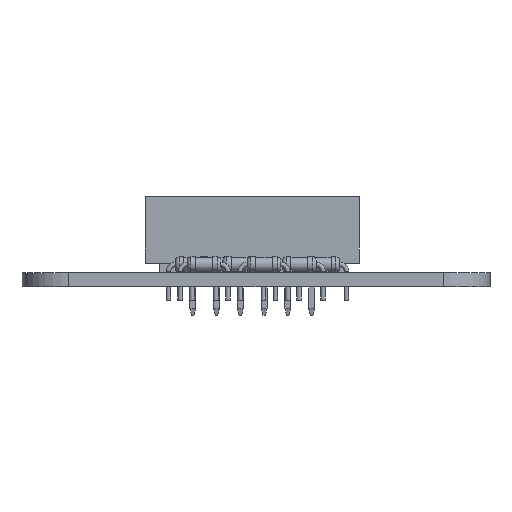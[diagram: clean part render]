
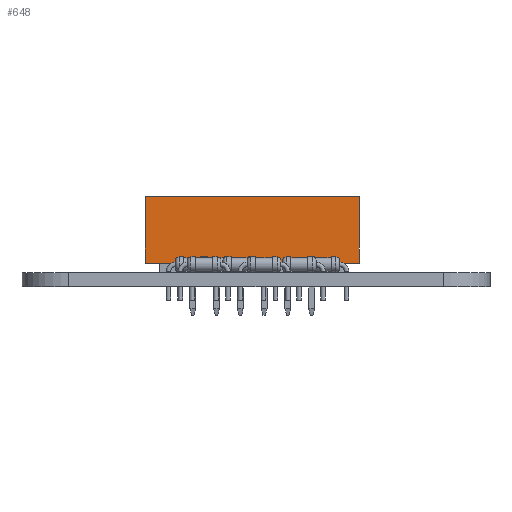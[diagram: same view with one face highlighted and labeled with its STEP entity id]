
A CAD part, front view. The second image highlights one B-rep face of the part: STEP entity #648.
In plain terms, the highlighted face is planar.
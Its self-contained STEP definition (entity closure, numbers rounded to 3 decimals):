
#648 = ADVANCED_FACE('',(#649),#683,.F.);
#649 = FACE_BOUND('',#650,.T.);
#650 = EDGE_LOOP('',(#651,#661,#669,#677));
#651 = ORIENTED_EDGE('',*,*,#652,.F.);
#652 = EDGE_CURVE('',#653,#655,#657,.T.);
#653 = VERTEX_POINT('',#654);
#654 = CARTESIAN_POINT('',(11.43,3.555,-4.445));
#655 = VERTEX_POINT('',#656);
#656 = CARTESIAN_POINT('',(-11.43,3.555,-4.445));
#657 = LINE('',#658,#659);
#658 = CARTESIAN_POINT('',(11.43,3.555,-4.445));
#659 = VECTOR('',#660,1.);
#660 = DIRECTION('',(-1.,0.,0.));
#661 = ORIENTED_EDGE('',*,*,#662,.F.);
#662 = EDGE_CURVE('',#663,#653,#665,.T.);
#663 = VERTEX_POINT('',#664);
#664 = CARTESIAN_POINT('',(11.43,-3.555,-4.445));
#665 = LINE('',#666,#667);
#666 = CARTESIAN_POINT('',(11.43,-3.555,-4.445));
#667 = VECTOR('',#668,1.);
#668 = DIRECTION('',(0.,1.,0.));
#669 = ORIENTED_EDGE('',*,*,#670,.F.);
#670 = EDGE_CURVE('',#671,#663,#673,.T.);
#671 = VERTEX_POINT('',#672);
#672 = CARTESIAN_POINT('',(-11.43,-3.555,-4.445));
#673 = LINE('',#674,#675);
#674 = CARTESIAN_POINT('',(-11.43,-3.555,-4.445));
#675 = VECTOR('',#676,1.);
#676 = DIRECTION('',(1.,0.,0.));
#677 = ORIENTED_EDGE('',*,*,#678,.F.);
#678 = EDGE_CURVE('',#655,#671,#679,.T.);
#679 = LINE('',#680,#681);
#680 = CARTESIAN_POINT('',(-11.43,3.555,-4.445));
#681 = VECTOR('',#682,1.);
#682 = DIRECTION('',(0.,-1.,0.));
#683 = PLANE('',#684);
#684 = AXIS2_PLACEMENT_3D('',#685,#686,#687);
#685 = CARTESIAN_POINT('',(0.,0.,-4.445));
#686 = DIRECTION('',(0.,0.,1.));
#687 = DIRECTION('',(1.,0.,-0.));
